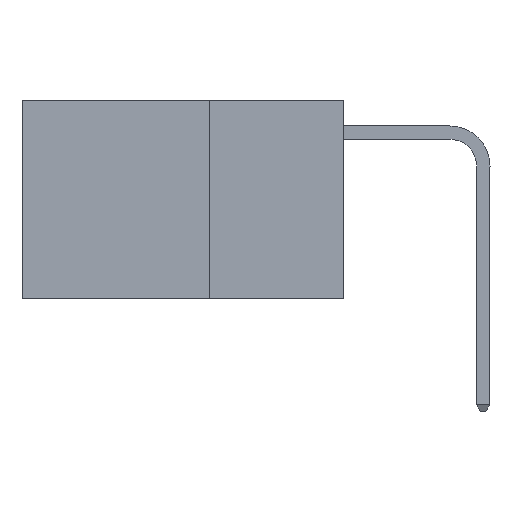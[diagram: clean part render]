
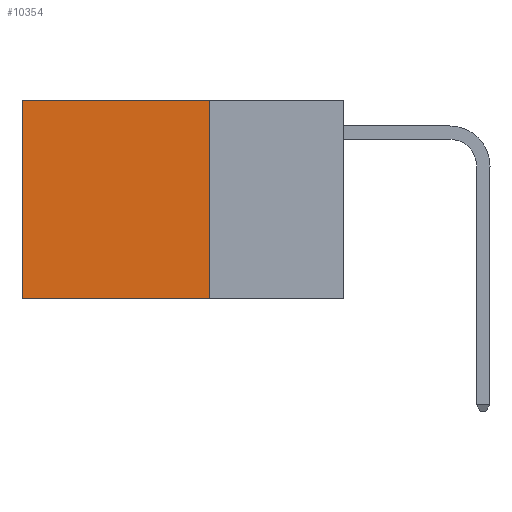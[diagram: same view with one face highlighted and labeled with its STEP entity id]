
A CAD part, left-side view. The second image highlights one B-rep face of the part: STEP entity #10354.
In plain terms, the highlighted planar face has unit normal (-1, 0, 0).
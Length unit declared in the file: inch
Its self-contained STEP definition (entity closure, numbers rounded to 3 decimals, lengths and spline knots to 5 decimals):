
#152 = EDGE_CURVE ( 'NONE', #1794, #11225, #9048, .T. ) ;
#504 = FACE_OUTER_BOUND ( 'NONE', #11048, .T. ) ;
#530 = CARTESIAN_POINT ( 'NONE',  ( 0.2625, 0.25, 0. ) ) ;
#704 = DIRECTION ( 'NONE',  ( 0., 0., -1. ) ) ;
#734 = DIRECTION ( 'NONE',  ( 1., 0., 0. ) ) ;
#785 = PLANE ( 'NONE',  #9773 ) ;
#948 = CARTESIAN_POINT ( 'NONE',  ( 0.2625, 0.25, 0. ) ) ;
#1132 = LINE ( 'NONE', #5449, #1179 ) ;
#1179 = VECTOR ( 'NONE', #5502, 39.37008 ) ;
#1662 = ORIENTED_EDGE ( 'NONE', *, *, #152, .T. ) ;
#1790 = VECTOR ( 'NONE', #3198, 39.37008 ) ;
#1794 = VERTEX_POINT ( 'NONE', #530 ) ;
#1804 = LINE ( 'NONE', #3137, #1790 ) ;
#2969 = CARTESIAN_POINT ( 'NONE',  ( 0.2625, 0.6, -0.37 ) ) ;
#3137 = CARTESIAN_POINT ( 'NONE',  ( 0.2625, 0.25, -0.37 ) ) ;
#3198 = DIRECTION ( 'NONE',  ( 0., 1., 0. ) ) ;
#3427 = DIRECTION ( 'NONE',  ( 0., 1., 0. ) ) ;
#4887 = ORIENTED_EDGE ( 'NONE', *, *, #8443, .T. ) ;
#4968 = VERTEX_POINT ( 'NONE', #2969 ) ;
#5449 = CARTESIAN_POINT ( 'NONE',  ( 0.2625, 0.25, 0. ) ) ;
#5502 = DIRECTION ( 'NONE',  ( 0., 0., -1. ) ) ;
#6267 = ORIENTED_EDGE ( 'NONE', *, *, #12307, .F. ) ;
#6978 = ORIENTED_EDGE ( 'NONE', *, *, #9990, .F. ) ;
#7404 = LINE ( 'NONE', #12557, #7497 ) ;
#7497 = VECTOR ( 'NONE', #12568, 39.37008 ) ;
#8443 = EDGE_CURVE ( 'NONE', #11225, #4968, #7404, .T. ) ;
#8999 = VECTOR ( 'NONE', #3427, 39.37008 ) ;
#9048 = LINE ( 'NONE', #9801, #8999 ) ;
#9773 = AXIS2_PLACEMENT_3D ( 'NONE', #948, #734, #704 ) ;
#9801 = CARTESIAN_POINT ( 'NONE',  ( 0.2625, 0.25, 0. ) ) ;
#9990 = EDGE_CURVE ( 'NONE', #11278, #4968, #1804, .T. ) ;
#10354 = ADVANCED_FACE ( 'NONE', ( #504 ), #785, .F. ) ;
#11048 = EDGE_LOOP ( 'NONE', ( #4887, #6978, #6267, #1662 ) ) ;
#11225 = VERTEX_POINT ( 'NONE', #12536 ) ;
#11278 = VERTEX_POINT ( 'NONE', #12179 ) ;
#12179 = CARTESIAN_POINT ( 'NONE',  ( 0.2625, 0.25, -0.37 ) ) ;
#12307 = EDGE_CURVE ( 'NONE', #1794, #11278, #1132, .T. ) ;
#12536 = CARTESIAN_POINT ( 'NONE',  ( 0.2625, 0.6, 0. ) ) ;
#12557 = CARTESIAN_POINT ( 'NONE',  ( 0.2625, 0.6, 0. ) ) ;
#12568 = DIRECTION ( 'NONE',  ( 0., 0., -1. ) ) ;
